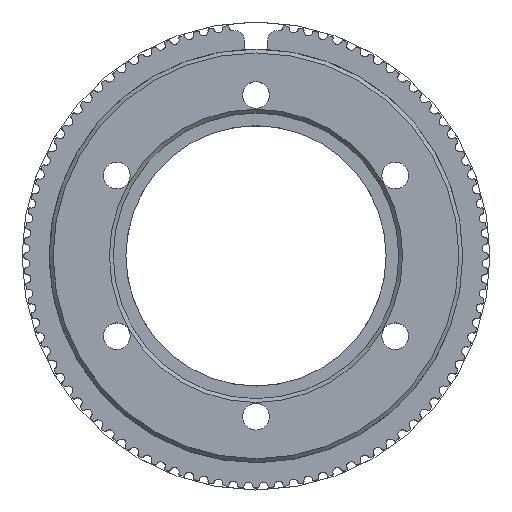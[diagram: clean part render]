
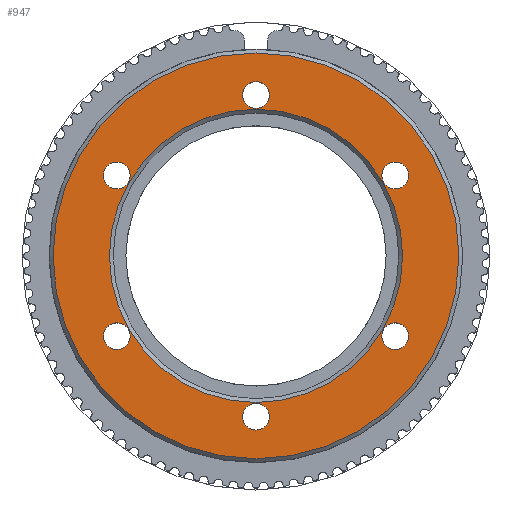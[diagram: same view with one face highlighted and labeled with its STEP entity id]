
A CAD part, top view. The second image highlights one B-rep face of the part: STEP entity #947.
In plain terms, the highlighted planar face has unit normal (0, 0, 1).
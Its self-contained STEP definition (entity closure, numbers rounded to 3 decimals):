
#77=FACE_BOUND('',#1991,.T.);
#78=FACE_BOUND('',#1992,.T.);
#79=FACE_BOUND('',#1993,.T.);
#80=FACE_BOUND('',#1994,.T.);
#81=FACE_BOUND('',#1995,.T.);
#82=FACE_BOUND('',#1996,.T.);
#83=FACE_BOUND('',#1997,.T.);
#84=FACE_BOUND('',#1998,.T.);
#947=ADVANCED_FACE('',(#77,#78,#79,#80,#81,#82,#83,#84),#1079,.T.);
#1079=PLANE('',#10895);
#1991=EDGE_LOOP('',(#5424));
#1992=EDGE_LOOP('',(#5425));
#1993=EDGE_LOOP('',(#5426));
#1994=EDGE_LOOP('',(#5427));
#1995=EDGE_LOOP('',(#5428));
#1996=EDGE_LOOP('',(#5429));
#1997=EDGE_LOOP('',(#5430));
#1998=EDGE_LOOP('',(#5431));
#2968=CIRCLE('',#10887,19.15);
#2969=CIRCLE('',#10888,26.5);
#2970=CIRCLE('',#10889,1.75);
#2971=CIRCLE('',#10890,1.75);
#2972=CIRCLE('',#10891,1.75);
#2973=CIRCLE('',#10892,1.75);
#2974=CIRCLE('',#10893,1.75);
#2975=CIRCLE('',#10894,1.75);
#5424=ORIENTED_EDGE('',*,*,#8293,.T.);
#5425=ORIENTED_EDGE('',*,*,#8294,.T.);
#5426=ORIENTED_EDGE('',*,*,#8295,.F.);
#5427=ORIENTED_EDGE('',*,*,#8296,.F.);
#5428=ORIENTED_EDGE('',*,*,#8297,.F.);
#5429=ORIENTED_EDGE('',*,*,#8298,.F.);
#5430=ORIENTED_EDGE('',*,*,#8299,.F.);
#5431=ORIENTED_EDGE('',*,*,#8300,.F.);
#6914=VERTEX_POINT('',#17012);
#6915=VERTEX_POINT('',#17014);
#6916=VERTEX_POINT('',#17016);
#6917=VERTEX_POINT('',#17018);
#6918=VERTEX_POINT('',#17020);
#6919=VERTEX_POINT('',#17022);
#6920=VERTEX_POINT('',#17024);
#6921=VERTEX_POINT('',#17026);
#8293=EDGE_CURVE('',#6914,#6914,#2968,.T.);
#8294=EDGE_CURVE('',#6915,#6915,#2969,.T.);
#8295=EDGE_CURVE('',#6916,#6916,#2970,.T.);
#8296=EDGE_CURVE('',#6917,#6917,#2971,.T.);
#8297=EDGE_CURVE('',#6918,#6918,#2972,.T.);
#8298=EDGE_CURVE('',#6919,#6919,#2973,.T.);
#8299=EDGE_CURVE('',#6920,#6920,#2974,.T.);
#8300=EDGE_CURVE('',#6921,#6921,#2975,.T.);
#10887=AXIS2_PLACEMENT_3D('',#17011,#13932,#13933);
#10888=AXIS2_PLACEMENT_3D('',#17013,#13934,#13935);
#10889=AXIS2_PLACEMENT_3D('',#17015,#13936,#13937);
#10890=AXIS2_PLACEMENT_3D('',#17017,#13938,#13939);
#10891=AXIS2_PLACEMENT_3D('',#17019,#13940,#13941);
#10892=AXIS2_PLACEMENT_3D('',#17021,#13942,#13943);
#10893=AXIS2_PLACEMENT_3D('',#17023,#13944,#13945);
#10894=AXIS2_PLACEMENT_3D('',#17025,#13946,#13947);
#10895=AXIS2_PLACEMENT_3D('',#17027,#13948,#13949);
#13932=DIRECTION('',(0.,0.,-1.));
#13933=DIRECTION('',(1.,0.,0.));
#13934=DIRECTION('',(0.,0.,1.));
#13935=DIRECTION('',(1.,0.,0.));
#13936=DIRECTION('',(0.,0.,1.));
#13937=DIRECTION('',(1.,0.,0.));
#13938=DIRECTION('',(0.,0.,1.));
#13939=DIRECTION('',(1.,0.,0.));
#13940=DIRECTION('',(0.,0.,1.));
#13941=DIRECTION('',(1.,0.,0.));
#13942=DIRECTION('',(0.,0.,1.));
#13943=DIRECTION('',(1.,0.,0.));
#13944=DIRECTION('',(0.,0.,1.));
#13945=DIRECTION('',(1.,0.,0.));
#13946=DIRECTION('',(0.,0.,1.));
#13947=DIRECTION('',(1.,0.,0.));
#13948=DIRECTION('',(0.,0.,1.));
#13949=DIRECTION('',(1.,0.,0.));
#17011=CARTESIAN_POINT('',(0.,0.,15.5));
#17012=CARTESIAN_POINT('',(19.15,0.,15.5));
#17013=CARTESIAN_POINT('',(0.,0.,15.5));
#17014=CARTESIAN_POINT('',(26.5,0.,15.5));
#17015=CARTESIAN_POINT('',(-18.187,-10.5,15.5));
#17016=CARTESIAN_POINT('',(-16.437,-10.5,15.5));
#17017=CARTESIAN_POINT('',(-18.187,10.5,15.5));
#17018=CARTESIAN_POINT('',(-16.437,10.5,15.5));
#17019=CARTESIAN_POINT('',(0.,21.,15.5));
#17020=CARTESIAN_POINT('',(1.75,21.,15.5));
#17021=CARTESIAN_POINT('',(18.187,10.5,15.5));
#17022=CARTESIAN_POINT('',(19.937,10.5,15.5));
#17023=CARTESIAN_POINT('',(18.187,-10.5,15.5));
#17024=CARTESIAN_POINT('',(19.937,-10.5,15.5));
#17025=CARTESIAN_POINT('',(0.,-21.,15.5));
#17026=CARTESIAN_POINT('',(1.75,-21.,15.5));
#17027=CARTESIAN_POINT('',(0.,0.,15.5));
